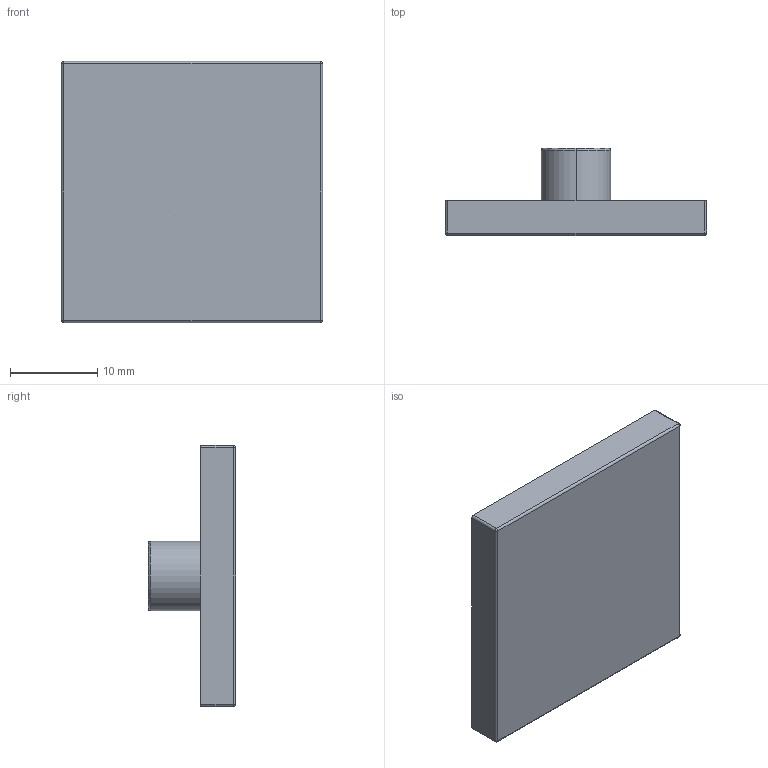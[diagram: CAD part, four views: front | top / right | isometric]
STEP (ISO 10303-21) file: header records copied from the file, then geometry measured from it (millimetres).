
FILE_DESCRIPTION (( 'STEP AP203' ), '1' );
FILE_NAME ('CF3030P.STEP', '2018-03-22T13:12:07', ( 'User2' ), ( '' ), 'SwSTEP 2.0', 'SolidWorks 2007', '' );
FILE_SCHEMA (( 'CONFIG_CONTROL_DESIGN' ));
Length unit declared in the file: millimetre
Products named in the file (1): CF3030P
Bounding box: 30 x 10 x 30 mm (x, y, z)
Volume: 3729.5 mm3; surface area: 2524.5 mm2
Topology: 1 solids, 1 shells, 28 faces, 60 edges, 32 vertices
Faces by surface type: cylinder 12, plane 8, torus 4, sphere 4
Entity records: 801 total; most frequent: DIRECTION 146, CARTESIAN_POINT 117, ORIENTED_EDGE 112, AXIS2_PLACEMENT_3D 61, EDGE_CURVE 56, VERTEX_POINT 32, CIRCLE 32, EDGE_LOOP 30
